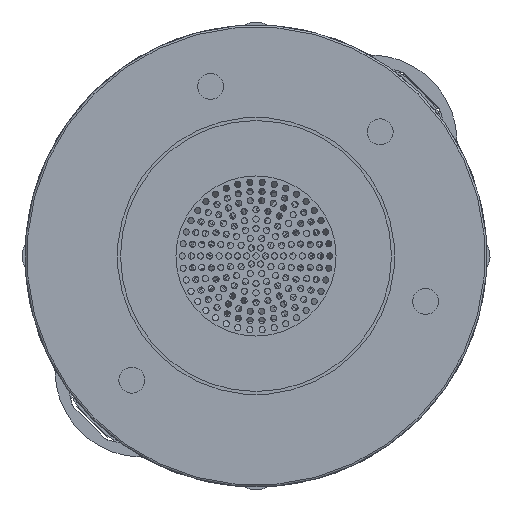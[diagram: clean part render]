
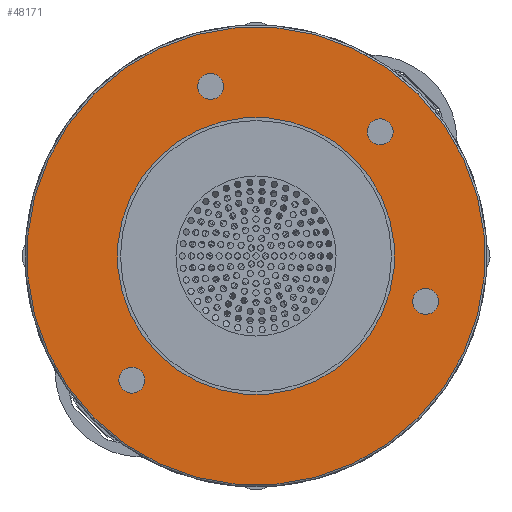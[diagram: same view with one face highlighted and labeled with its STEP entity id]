
A CAD part, front view. The second image highlights one B-rep face of the part: STEP entity #48171.
In plain terms, the highlighted planar face has unit normal (0, -1, 0).
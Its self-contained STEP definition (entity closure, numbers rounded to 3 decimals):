
#488 = VERTEX_POINT ( 'NONE', #81485 ) ;
#503 = AXIS2_PLACEMENT_3D ( 'NONE', #59688, #53971, #13370 ) ;
#1255 = EDGE_CURVE ( 'NONE', #3440, #488, #86998, .T. ) ;
#1441 = CARTESIAN_POINT ( 'NONE',  ( 6.848, -11.651, 21.637 ) ) ;
#1572 = CARTESIAN_POINT ( 'NONE',  ( -14.789, -11.651, 0. ) ) ;
#2198 = EDGE_LOOP ( 'NONE', ( #67951, #42991 ) ) ;
#3440 = VERTEX_POINT ( 'NONE', #11330 ) ;
#3682 = AXIS2_PLACEMENT_3D ( 'NONE', #9014, #55793, #22307 ) ;
#4193 = EDGE_CURVE ( 'NONE', #69223, #30841, #9378, .T. ) ;
#4374 = EDGE_CURVE ( 'NONE', #42933, #5737, #84070, .T. ) ;
#4553 = DIRECTION ( 'NONE',  ( 0., -1., 0. ) ) ;
#5737 = VERTEX_POINT ( 'NONE', #1441 ) ;
#7244 = DIRECTION ( 'NONE',  ( 0., 1., 0. ) ) ;
#7676 = DIRECTION ( 'NONE',  ( -0.707, 0., -0.707 ) ) ;
#8089 = AXIS2_PLACEMENT_3D ( 'NONE', #47495, #7244, #80566 ) ;
#9014 = CARTESIAN_POINT ( 'NONE',  ( 5.363, -11.651, 20.153 ) ) ;
#9166 = ORIENTED_EDGE ( 'NONE', *, *, #21364, .T. ) ;
#9378 = CIRCLE ( 'NONE', #62880, 37.2 ) ;
#10639 = EDGE_LOOP ( 'NONE', ( #26763, #9166 ) ) ;
#11330 = CARTESIAN_POINT ( 'NONE',  ( 11.255, -11.651, -8.861 ) ) ;
#12366 = AXIS2_PLACEMENT_3D ( 'NONE', #1572, #48447, #42725 ) ;
#13370 = DIRECTION ( 'NONE',  ( -0.707, 0., -0.707 ) ) ;
#13493 = DIRECTION ( 'NONE',  ( -0.707, 0., -0.707 ) ) ;
#13934 = CARTESIAN_POINT ( 'NONE',  ( 5.363, -11.651, 20.153 ) ) ;
#14861 = CARTESIAN_POINT ( 'NONE',  ( -41.094, -11.651, -26.304 ) ) ;
#15909 = CIRCLE ( 'NONE', #18762, 2.1 ) ;
#16223 = DIRECTION ( 'NONE',  ( 0., 1., 0. ) ) ;
#16449 = DIRECTION ( 'NONE',  ( 0., 1., 0. ) ) ;
#16545 = PLANE ( 'NONE',  #35100 ) ;
#18762 = AXIS2_PLACEMENT_3D ( 'NONE', #13934, #40441, #7676 ) ;
#18821 = EDGE_LOOP ( 'NONE', ( #34444, #20960 ) ) ;
#20060 = DIRECTION ( 'NONE',  ( 0., -1., 0. ) ) ;
#20148 = CARTESIAN_POINT ( 'NONE',  ( -14.789, -11.651, 0. ) ) ;
#20960 = ORIENTED_EDGE ( 'NONE', *, *, #23822, .T. ) ;
#21364 = EDGE_CURVE ( 'NONE', #84618, #28337, #26423, .T. ) ;
#21752 = DIRECTION ( 'NONE',  ( 0.707, 0., 0.707 ) ) ;
#21976 = CARTESIAN_POINT ( 'NONE',  ( -22.166, -11.651, 27.529 ) ) ;
#22307 = DIRECTION ( 'NONE',  ( -0.707, 0., -0.707 ) ) ;
#22809 = ORIENTED_EDGE ( 'NONE', *, *, #69708, .T. ) ;
#23141 = FACE_BOUND ( 'NONE', #2198, .T. ) ;
#23657 = CIRCLE ( 'NONE', #8089, 2.1 ) ;
#23822 = EDGE_CURVE ( 'NONE', #488, #3440, #42012, .T. ) ;
#25385 = EDGE_CURVE ( 'NONE', #31286, #50820, #26503, .T. ) ;
#25467 = EDGE_CURVE ( 'NONE', #60928, #46995, #23657, .T. ) ;
#26140 = CIRCLE ( 'NONE', #34562, 37.2 ) ;
#26423 = CIRCLE ( 'NONE', #50415, 2.1 ) ;
#26503 = CIRCLE ( 'NONE', #12366, 22.5 ) ;
#26763 = ORIENTED_EDGE ( 'NONE', *, *, #30682, .T. ) ;
#27417 = ORIENTED_EDGE ( 'NONE', *, *, #77777, .T. ) ;
#28337 = VERTEX_POINT ( 'NONE', #78024 ) ;
#30679 = FACE_BOUND ( 'NONE', #10639, .T. ) ;
#30682 = EDGE_CURVE ( 'NONE', #28337, #84618, #37630, .T. ) ;
#30841 = VERTEX_POINT ( 'NONE', #14861 ) ;
#31286 = VERTEX_POINT ( 'NONE', #51623 ) ;
#34444 = ORIENTED_EDGE ( 'NONE', *, *, #1255, .T. ) ;
#34562 = AXIS2_PLACEMENT_3D ( 'NONE', #85415, #20060, #39502 ) ;
#35100 = AXIS2_PLACEMENT_3D ( 'NONE', #65020, #4553, #79179 ) ;
#35411 = CARTESIAN_POINT ( 'NONE',  ( 12.74, -11.651, -7.376 ) ) ;
#37630 = CIRCLE ( 'NONE', #41879, 2.1 ) ;
#39248 = DIRECTION ( 'NONE',  ( 0.707, 0., 0.707 ) ) ;
#39502 = DIRECTION ( 'NONE',  ( -0.707, 0., -0.707 ) ) ;
#40441 = DIRECTION ( 'NONE',  ( 0., -1., 0. ) ) ;
#41879 = AXIS2_PLACEMENT_3D ( 'NONE', #87301, #78955, #39248 ) ;
#42012 = CIRCLE ( 'NONE', #64449, 2.1 ) ;
#42725 = DIRECTION ( 'NONE',  ( -0.707, 0., -0.707 ) ) ;
#42933 = VERTEX_POINT ( 'NONE', #66991 ) ;
#42991 = ORIENTED_EDGE ( 'NONE', *, *, #75618, .F. ) ;
#43433 = CARTESIAN_POINT ( 'NONE',  ( -20.681, -11.651, 29.014 ) ) ;
#43582 = ORIENTED_EDGE ( 'NONE', *, *, #63649, .F. ) ;
#45271 = EDGE_LOOP ( 'NONE', ( #27417, #67051 ) ) ;
#46995 = VERTEX_POINT ( 'NONE', #60738 ) ;
#47495 = CARTESIAN_POINT ( 'NONE',  ( -34.942, -11.651, -20.153 ) ) ;
#48171 = ADVANCED_FACE ( 'NONE', ( #83605, #23141, #50076, #84049, #30679, #77003 ), #16545, .T. ) ;
#48447 = DIRECTION ( 'NONE',  ( 0., -1., 0. ) ) ;
#48894 = DIRECTION ( 'NONE',  ( 0.707, 0., 0.707 ) ) ;
#50076 = FACE_BOUND ( 'NONE', #18821, .T. ) ;
#50415 = AXIS2_PLACEMENT_3D ( 'NONE', #21976, #16223, #48894 ) ;
#50820 = VERTEX_POINT ( 'NONE', #59920 ) ;
#51623 = CARTESIAN_POINT ( 'NONE',  ( -30.699, -11.651, -15.91 ) ) ;
#52518 = ORIENTED_EDGE ( 'NONE', *, *, #25385, .F. ) ;
#53522 = DIRECTION ( 'NONE',  ( 0.707, 0., 0.707 ) ) ;
#53971 = DIRECTION ( 'NONE',  ( 0., -1., 0. ) ) ;
#55658 = DIRECTION ( 'NONE',  ( 0.707, 0., 0.707 ) ) ;
#55793 = DIRECTION ( 'NONE',  ( 0., -1., 0. ) ) ;
#59211 = CARTESIAN_POINT ( 'NONE',  ( -33.457, -11.651, -18.668 ) ) ;
#59688 = CARTESIAN_POINT ( 'NONE',  ( -14.789, -11.651, 0. ) ) ;
#59920 = CARTESIAN_POINT ( 'NONE',  ( 1.121, -11.651, 15.91 ) ) ;
#60738 = CARTESIAN_POINT ( 'NONE',  ( -36.427, -11.651, -21.637 ) ) ;
#60928 = VERTEX_POINT ( 'NONE', #59211 ) ;
#62246 = DIRECTION ( 'NONE',  ( 0., 1., 0. ) ) ;
#62880 = AXIS2_PLACEMENT_3D ( 'NONE', #20148, #66034, #13493 ) ;
#62984 = AXIS2_PLACEMENT_3D ( 'NONE', #76476, #16449, #21752 ) ;
#63649 = EDGE_CURVE ( 'NONE', #50820, #31286, #82305, .T. ) ;
#64449 = AXIS2_PLACEMENT_3D ( 'NONE', #35411, #62246, #55658 ) ;
#64723 = EDGE_LOOP ( 'NONE', ( #22809, #66583 ) ) ;
#65020 = CARTESIAN_POINT ( 'NONE',  ( -14.789, -11.651, 0. ) ) ;
#65848 = EDGE_LOOP ( 'NONE', ( #52518, #43582 ) ) ;
#66034 = DIRECTION ( 'NONE',  ( 0., -1., 0. ) ) ;
#66583 = ORIENTED_EDGE ( 'NONE', *, *, #25467, .T. ) ;
#66991 = CARTESIAN_POINT ( 'NONE',  ( 3.878, -11.651, 18.668 ) ) ;
#67051 = ORIENTED_EDGE ( 'NONE', *, *, #4193, .T. ) ;
#67951 = ORIENTED_EDGE ( 'NONE', *, *, #4374, .F. ) ;
#69223 = VERTEX_POINT ( 'NONE', #79349 ) ;
#69708 = EDGE_CURVE ( 'NONE', #46995, #60928, #74402, .T. ) ;
#71574 = AXIS2_PLACEMENT_3D ( 'NONE', #73816, #74269, #53522 ) ;
#73816 = CARTESIAN_POINT ( 'NONE',  ( -34.942, -11.651, -20.153 ) ) ;
#74269 = DIRECTION ( 'NONE',  ( 0., 1., 0. ) ) ;
#74402 = CIRCLE ( 'NONE', #71574, 2.1 ) ;
#75618 = EDGE_CURVE ( 'NONE', #5737, #42933, #15909, .T. ) ;
#76476 = CARTESIAN_POINT ( 'NONE',  ( 12.74, -11.651, -7.376 ) ) ;
#77003 = FACE_OUTER_BOUND ( 'NONE', #45271, .T. ) ;
#77777 = EDGE_CURVE ( 'NONE', #30841, #69223, #26140, .T. ) ;
#78024 = CARTESIAN_POINT ( 'NONE',  ( -23.651, -11.651, 26.044 ) ) ;
#78955 = DIRECTION ( 'NONE',  ( 0., 1., 0. ) ) ;
#79179 = DIRECTION ( 'NONE',  ( -0.707, 0., -0.707 ) ) ;
#79349 = CARTESIAN_POINT ( 'NONE',  ( 11.515, -11.651, 26.304 ) ) ;
#80566 = DIRECTION ( 'NONE',  ( 0.707, 0., 0.707 ) ) ;
#81485 = CARTESIAN_POINT ( 'NONE',  ( 14.225, -11.651, -5.891 ) ) ;
#82305 = CIRCLE ( 'NONE', #503, 22.5 ) ;
#83605 = FACE_BOUND ( 'NONE', #65848, .T. ) ;
#84049 = FACE_BOUND ( 'NONE', #64723, .T. ) ;
#84070 = CIRCLE ( 'NONE', #3682, 2.1 ) ;
#84618 = VERTEX_POINT ( 'NONE', #43433 ) ;
#85415 = CARTESIAN_POINT ( 'NONE',  ( -14.789, -11.651, 0. ) ) ;
#86998 = CIRCLE ( 'NONE', #62984, 2.1 ) ;
#87301 = CARTESIAN_POINT ( 'NONE',  ( -22.166, -11.651, 27.529 ) ) ;
